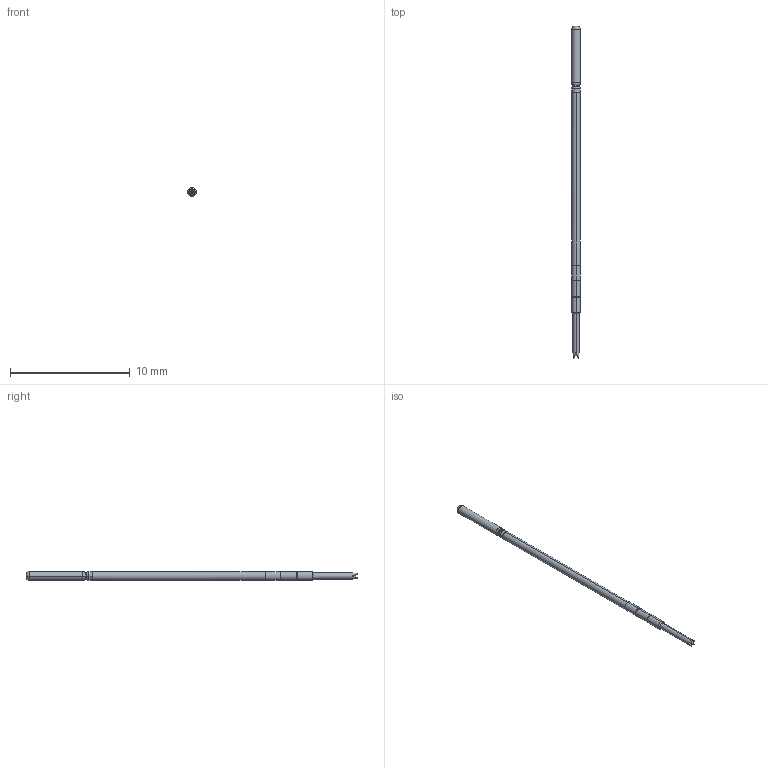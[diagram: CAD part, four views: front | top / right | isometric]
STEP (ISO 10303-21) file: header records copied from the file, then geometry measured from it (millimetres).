
FILE_DESCRIPTION (( 'STEP AP214' ), '1' );
FILE_NAME ('050-PLP1644_.STEP', '2016-03-25T15:25:38', ( 'u2' ), ( '' ), 'SwSTEP 2.0', 'SolidWorks 2016', '' );
FILE_SCHEMA (( 'AUTOMOTIVE_DESIGN' ));
Length unit declared in the file: inch
Products named in the file (1): 050-PLP1644_
Bounding box: 0.74 x 27.69 x 0.74 mm (x, y, z)
Volume: 9.8 mm3; surface area: 58.8 mm2
Topology: 1 solids, 1 shells, 50 faces, 108 edges, 61 vertices
Faces by surface type: cylinder 18, cone 16, torus 10, plane 6
Entity records: 1408 total; most frequent: CARTESIAN_POINT 316, DIRECTION 232, ORIENTED_EDGE 216, EDGE_CURVE 108, AXIS2_PLACEMENT_3D 105, VERTEX_POINT 61, CIRCLE 54, EDGE_LOOP 51
